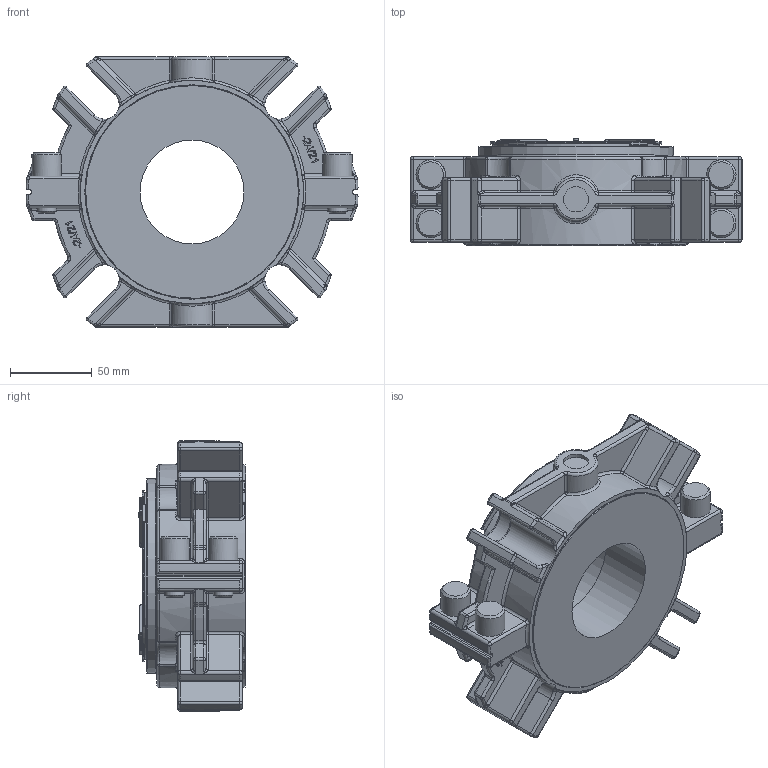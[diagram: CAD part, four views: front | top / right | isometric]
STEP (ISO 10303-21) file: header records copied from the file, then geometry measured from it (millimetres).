
FILE_DESCRIPTION(/* description */ ('Unknown'),/* implementation_level */ '2;1');
FILE_NAME(/* name */ '2.500 RDSX -24_21 SEAL ARRANGEMENT',/* time_stamp */ '2023-02-14T10:20:08-05:00',/* author */ ('Unknown'),/* organization */ ('Unknown'),/* preprocessor_version */ 'ST-DEVELOPER v16.7',/* originating_system */ 'Solid Edge',/* authorisation */ 'Unknown');
FILE_SCHEMA (('AUTOMOTIVE_DESIGN {1 0 10303 214 3 1 1}'));
Length unit declared in the file: millimetre
Products named in the file (1): 3103627
Bounding box: 203.14 x 65.84 x 165.29 mm (x, y, z)
Volume: 902699.4 mm3; surface area: 116626.7 mm2
Topology: 1 solids, 3 shells, 1037 faces, 2566 edges, 1502 vertices
Faces by surface type: cylinder 330, plane 271, torus 201, bspline 134, sphere 80, cone 21
Full cylindrical faces by diameter (mm): 2.667 x2, 3.175 x4, 12 x8, 15.342 x2, 18 x4, 63.5 x1, 66.675 x1, 69.215 x1, 102.235 x1, 104.775 x1, 119.38 x1, 130.175 x1, 130.683 x1
Entity records: 31924 total; most frequent: CARTESIAN_POINT 8560, DIRECTION 5072, ORIENTED_EDGE 4796, EDGE_CURVE 2398, AXIS2_PLACEMENT_3D 2080, VERTEX_POINT 1448, EDGE_LOOP 1124, FACE_BOUND 1124
